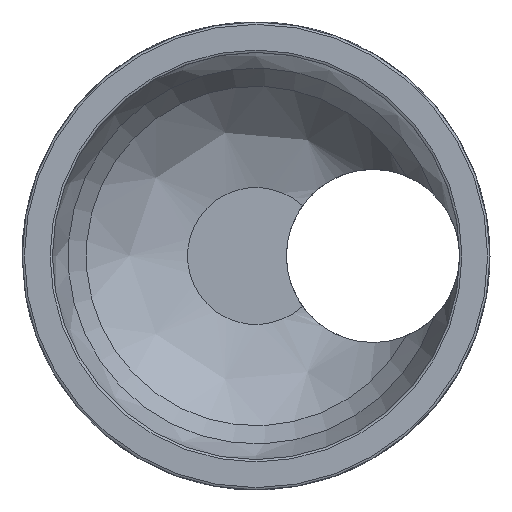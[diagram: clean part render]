
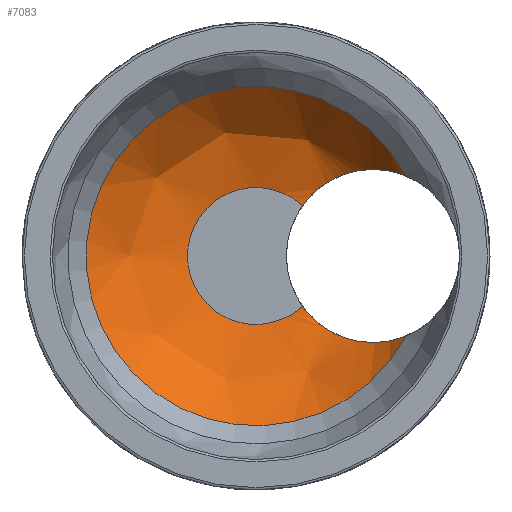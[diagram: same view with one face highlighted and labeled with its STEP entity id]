
A CAD part, left-side view. The second image highlights one B-rep face of the part: STEP entity #7083.
In plain terms, the highlighted free-form (B-spline) face has degree [2, 2] with [3, 9] control points.
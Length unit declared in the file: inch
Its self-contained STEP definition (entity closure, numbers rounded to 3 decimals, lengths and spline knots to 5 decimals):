
#15=(
BOUNDED_SURFACE()
B_SPLINE_SURFACE(2,2,((#16187,#16188,#16189,#16190,#16191,#16192,#16193,
#16194,#16195),(#16196,#16197,#16198,#16199,#16200,#16201,#16202,#16203,
#16204),(#16205,#16206,#16207,#16208,#16209,#16210,#16211,#16212,#16213)),
 .UNSPECIFIED.,.F.,.F.,.F.)
B_SPLINE_SURFACE_WITH_KNOTS((3,3),(3,2,2,2,3),(0.5236,1.5708),
(2.06252,3.38745,4.71239,6.03732,7.36226),
 .UNSPECIFIED.)
GEOMETRIC_REPRESENTATION_ITEM()
RATIONAL_B_SPLINE_SURFACE(((1.,0.788,1.,0.788,1.,
0.788,1.,0.788,1.),(0.866,0.683,
0.866,0.683,0.866,0.683,
0.866,0.683,0.866),(1.,0.788,
1.,0.788,1.,0.788,1.,0.788,1.)))
REPRESENTATION_ITEM('')
SURFACE()
);
#821=FACE_OUTER_BOUND('',#1249,.T.);
#1249=EDGE_LOOP('',(#6614,#6615,#6616,#6617));
#1399=CIRCLE('',#7435,0.36283);
#1401=CIRCLE('',#7438,0.14632);
#2753=B_SPLINE_CURVE_WITH_KNOTS('',3,(#16143,#16144,#16145,#16146,#16147,
#16148,#16149,#16150,#16151,#16152,#16153,#16154,#16155),.UNSPECIFIED.,
 .F.,.F.,(4,3,3,3,4),(-0.70894,-0.49623,-0.29921,
-0.09522,0.),.UNSPECIFIED.);
#2754=B_SPLINE_CURVE_WITH_KNOTS('',3,(#16159,#16160,#16161,#16162,#16163,
#16164,#16165,#16166,#16167,#16168),.UNSPECIFIED.,.F.,.F.,(4,3,3,4),(-1.38264,
-1.27228,-1.18109,-1.1087),.UNSPECIFIED.);
#3454=VERTEX_POINT('',#16135);
#3455=VERTEX_POINT('',#16142);
#3456=VERTEX_POINT('',#16156);
#3457=VERTEX_POINT('',#16158);
#4507=EDGE_CURVE('',#3455,#3454,#2753,.T.);
#4509=EDGE_CURVE('',#3457,#3456,#2754,.T.);
#4514=EDGE_CURVE('',#3454,#3457,#1399,.T.);
#4516=EDGE_CURVE('',#3456,#3455,#1401,.T.);
#6614=ORIENTED_EDGE('',*,*,#4509,.T.);
#6615=ORIENTED_EDGE('',*,*,#4516,.T.);
#6616=ORIENTED_EDGE('',*,*,#4507,.T.);
#6617=ORIENTED_EDGE('',*,*,#4514,.T.);
#7083=ADVANCED_FACE('',(#821),#15,.T.);
#7435=AXIS2_PLACEMENT_3D('',#16183,#8597,#8598);
#7438=AXIS2_PLACEMENT_3D('',#16186,#8603,#8604);
#8597=DIRECTION('center_axis',(-1.,0.,0.));
#8598=DIRECTION('ref_axis',(0.,1.,0.));
#8603=DIRECTION('center_axis',(1.,0.,0.));
#8604=DIRECTION('ref_axis',(0.,1.,0.));
#16135=CARTESIAN_POINT('',(0.625,-0.31984,0.17131));
#16142=CARTESIAN_POINT('',(0.75,-0.09937,0.10741));
#16143=CARTESIAN_POINT('Ctrl Pts',(0.75,-0.09937,0.10741));
#16144=CARTESIAN_POINT('Ctrl Pts',(0.75,-0.11591,0.13061));
#16145=CARTESIAN_POINT('Ctrl Pts',(0.74495,-0.13794,
0.14967));
#16146=CARTESIAN_POINT('Ctrl Pts',(0.73582,-0.16173,
0.16259));
#16147=CARTESIAN_POINT('Ctrl Pts',(0.72736,-0.18377,
0.17455));
#16148=CARTESIAN_POINT('Ctrl Pts',(0.71556,-0.20724,
0.18141));
#16149=CARTESIAN_POINT('Ctrl Pts',(0.70152,-0.22975,
0.18389));
#16150=CARTESIAN_POINT('Ctrl Pts',(0.68698,-0.25305,
0.18645));
#16151=CARTESIAN_POINT('Ctrl Pts',(0.67012,-0.27524,
0.18435));
#16152=CARTESIAN_POINT('Ctrl Pts',(0.65176,-0.29459,
0.17955));
#16153=CARTESIAN_POINT('Ctrl Pts',(0.64319,-0.30362,
0.1773));
#16154=CARTESIAN_POINT('Ctrl Pts',(0.63427,-0.31208,
0.17447));
#16155=CARTESIAN_POINT('Ctrl Pts',(0.625,-0.31984,
0.17131));
#16156=CARTESIAN_POINT('',(0.75,-0.09937,-0.10741));
#16158=CARTESIAN_POINT('',(0.625,-0.31984,-0.17131));
#16159=CARTESIAN_POINT('Ctrl Pts',(0.625,-0.31984,-0.17131));
#16160=CARTESIAN_POINT('Ctrl Pts',(0.65344,-0.29601,
-0.18103));
#16161=CARTESIAN_POINT('Ctrl Pts',(0.67845,-0.26592,
-0.18713));
#16162=CARTESIAN_POINT('Ctrl Pts',(0.69903,-0.23369,
-0.18428));
#16163=CARTESIAN_POINT('Ctrl Pts',(0.71603,-0.20706,
-0.18192));
#16164=CARTESIAN_POINT('Ctrl Pts',(0.72999,-0.17887,
-0.17345));
#16165=CARTESIAN_POINT('Ctrl Pts',(0.739,-0.15305,
-0.15756));
#16166=CARTESIAN_POINT('Ctrl Pts',(0.74616,-0.13255,
-0.14495));
#16167=CARTESIAN_POINT('Ctrl Pts',(0.75,-0.11388,-0.12775));
#16168=CARTESIAN_POINT('Ctrl Pts',(0.75,-0.09937,-0.10741));
#16183=CARTESIAN_POINT('Origin',(0.625,0.,0.));
#16186=CARTESIAN_POINT('Origin',(0.75,0.,0.));
#16187=CARTESIAN_POINT('Ctrl Pts',(0.625,-0.31984,
-0.17131));
#16188=CARTESIAN_POINT('Ctrl Pts',(0.625,-0.18621,
-0.42081));
#16189=CARTESIAN_POINT('Ctrl Pts',(0.625,0.08831,-0.35192));
#16190=CARTESIAN_POINT('Ctrl Pts',(0.625,0.36283,-0.28303));
#16191=CARTESIAN_POINT('Ctrl Pts',(0.625,0.36283,0.));
#16192=CARTESIAN_POINT('Ctrl Pts',(0.625,0.36283,0.28303));
#16193=CARTESIAN_POINT('Ctrl Pts',(0.625,0.08831,0.35192));
#16194=CARTESIAN_POINT('Ctrl Pts',(0.625,-0.18621,
0.42081));
#16195=CARTESIAN_POINT('Ctrl Pts',(0.625,-0.31984,
0.17131));
#16196=CARTESIAN_POINT('Ctrl Pts',(0.75,-0.25622,-0.13724));
#16197=CARTESIAN_POINT('Ctrl Pts',(0.75,-0.14917,-0.33711));
#16198=CARTESIAN_POINT('Ctrl Pts',(0.75,0.07075,-0.28192));
#16199=CARTESIAN_POINT('Ctrl Pts',(0.75,0.29066,-0.22674));
#16200=CARTESIAN_POINT('Ctrl Pts',(0.75,0.29066,0.));
#16201=CARTESIAN_POINT('Ctrl Pts',(0.75,0.29066,0.22674));
#16202=CARTESIAN_POINT('Ctrl Pts',(0.75,0.07075,0.28192));
#16203=CARTESIAN_POINT('Ctrl Pts',(0.75,-0.14917,0.33711));
#16204=CARTESIAN_POINT('Ctrl Pts',(0.75,-0.25622,0.13724));
#16205=CARTESIAN_POINT('Ctrl Pts',(0.75,-0.12899,-0.06909));
#16206=CARTESIAN_POINT('Ctrl Pts',(0.75,-0.0751,-0.16971));
#16207=CARTESIAN_POINT('Ctrl Pts',(0.75,0.03561,-0.14192));
#16208=CARTESIAN_POINT('Ctrl Pts',(0.75,0.14632,-0.11414));
#16209=CARTESIAN_POINT('Ctrl Pts',(0.75,0.14632,0.));
#16210=CARTESIAN_POINT('Ctrl Pts',(0.75,0.14632,0.11414));
#16211=CARTESIAN_POINT('Ctrl Pts',(0.75,0.03561,0.14192));
#16212=CARTESIAN_POINT('Ctrl Pts',(0.75,-0.0751,0.16971));
#16213=CARTESIAN_POINT('Ctrl Pts',(0.75,-0.12899,0.06909));
